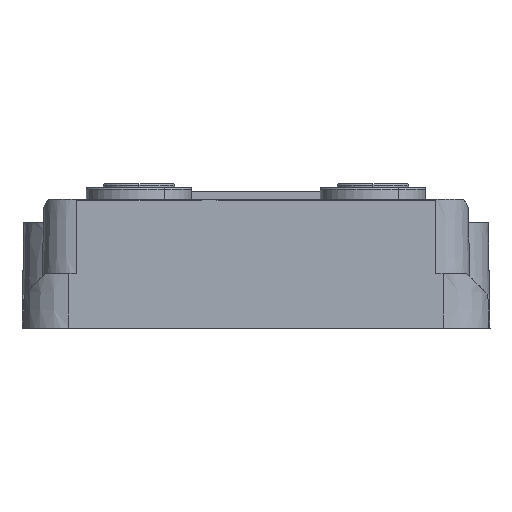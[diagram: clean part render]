
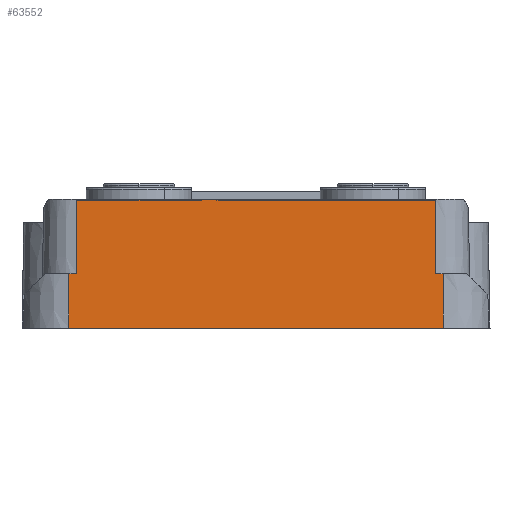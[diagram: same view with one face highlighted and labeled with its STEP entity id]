
A CAD part, front view. The second image highlights one B-rep face of the part: STEP entity #63552.
In plain terms, the highlighted planar face has unit normal (0, -1, 0.018).
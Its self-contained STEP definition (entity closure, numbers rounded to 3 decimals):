
#63500=AXIS2_PLACEMENT_3D('Plane Axis2P3D',#63497,#63498,#63499) ;
#62695=CARTESIAN_POINT('Vertex',(7.,0.288,16.5)) ;
#62698=CARTESIAN_POINT('Line Origine',(30.,0.288,16.5)) ;
#62702=CARTESIAN_POINT('Vertex',(53.,0.288,16.5)) ;
#63359=CARTESIAN_POINT('Vertex',(54.,0.,0.)) ;
#63362=CARTESIAN_POINT('Line Origine',(53.5,0.,0.)) ;
#63366=CARTESIAN_POINT('Vertex',(53.,0.,0.)) ;
#63369=CARTESIAN_POINT('Line Origine',(30.,0.,0.)) ;
#63373=CARTESIAN_POINT('Vertex',(7.,0.,0.)) ;
#63376=CARTESIAN_POINT('Line Origine',(6.5,0.,0.)) ;
#63380=CARTESIAN_POINT('Vertex',(6.,0.,0.)) ;
#63497=CARTESIAN_POINT('Axis2P3D Location',(60.,0.,0.)) ;
#63502=CARTESIAN_POINT('Line Origine',(54.,0.061,3.5)) ;
#63506=CARTESIAN_POINT('Vertex',(54.,0.122,7.)) ;
#63509=CARTESIAN_POINT('Line Origine',(30.,0.122,7.)) ;
#63513=CARTESIAN_POINT('Vertex',(53.,0.122,7.)) ;
#63516=CARTESIAN_POINT('Line Origine',(53.,0.061,3.5)) ;
#63521=CARTESIAN_POINT('Line Origine',(7.,0.061,3.5)) ;
#63525=CARTESIAN_POINT('Vertex',(7.,0.122,7.)) ;
#63528=CARTESIAN_POINT('Line Origine',(30.,0.122,7.)) ;
#63532=CARTESIAN_POINT('Vertex',(6.,0.122,7.)) ;
#63535=CARTESIAN_POINT('Line Origine',(6.,0.061,3.5)) ;
#62699=DIRECTION('Vector Direction',(-1.,0.,0.)) ;
#63363=DIRECTION('Vector Direction',(-1.,0.,0.)) ;
#63370=DIRECTION('Vector Direction',(-1.,0.,0.)) ;
#63377=DIRECTION('Vector Direction',(-1.,0.,0.)) ;
#63498=DIRECTION('Axis2P3D Direction',(0.,-1.,0.017)) ;
#63499=DIRECTION('Axis2P3D XDirection',(-1.,0.,0.)) ;
#63503=DIRECTION('Vector Direction',(0.,-0.017,-1.)) ;
#63510=DIRECTION('Vector Direction',(-1.,0.,0.)) ;
#63517=DIRECTION('Vector Direction',(0.,-0.017,-1.)) ;
#63522=DIRECTION('Vector Direction',(0.,-0.017,-1.)) ;
#63529=DIRECTION('Vector Direction',(-1.,0.,0.)) ;
#63536=DIRECTION('Vector Direction',(0.,-0.017,-1.)) ;
#62700=VECTOR('Line Direction',#62699,1.) ;
#63364=VECTOR('Line Direction',#63363,1.) ;
#63371=VECTOR('Line Direction',#63370,1.) ;
#63378=VECTOR('Line Direction',#63377,1.) ;
#63504=VECTOR('Line Direction',#63503,1.) ;
#63511=VECTOR('Line Direction',#63510,1.) ;
#63518=VECTOR('Line Direction',#63517,1.) ;
#63523=VECTOR('Line Direction',#63522,1.) ;
#63530=VECTOR('Line Direction',#63529,1.) ;
#63537=VECTOR('Line Direction',#63536,1.) ;
#63541=ORIENTED_EDGE('',*,*,#63368,.F.) ;
#63542=ORIENTED_EDGE('',*,*,#63508,.T.) ;
#63543=ORIENTED_EDGE('',*,*,#63515,.F.) ;
#63544=ORIENTED_EDGE('',*,*,#63520,.T.) ;
#63545=ORIENTED_EDGE('',*,*,#62704,.F.) ;
#63546=ORIENTED_EDGE('',*,*,#63527,.F.) ;
#63547=ORIENTED_EDGE('',*,*,#63534,.F.) ;
#63548=ORIENTED_EDGE('',*,*,#63539,.F.) ;
#63549=ORIENTED_EDGE('',*,*,#63382,.F.) ;
#63550=ORIENTED_EDGE('',*,*,#63375,.F.) ;
#63552=ADVANCED_FACE('333093.1\\Gehaeuse\\Gehaeuse',(#63551),#63501,.T.) ;
#62704=EDGE_CURVE('',#62696,#62703,#62701,.F.) ;
#63368=EDGE_CURVE('',#63360,#63367,#63365,.T.) ;
#63375=EDGE_CURVE('',#63367,#63374,#63372,.T.) ;
#63382=EDGE_CURVE('',#63374,#63381,#63379,.T.) ;
#63508=EDGE_CURVE('',#63360,#63507,#63505,.F.) ;
#63515=EDGE_CURVE('',#63514,#63507,#63512,.F.) ;
#63520=EDGE_CURVE('',#63514,#62703,#63519,.F.) ;
#63527=EDGE_CURVE('',#63526,#62696,#63524,.F.) ;
#63534=EDGE_CURVE('',#63533,#63526,#63531,.F.) ;
#63539=EDGE_CURVE('',#63381,#63533,#63538,.F.) ;
#63540=EDGE_LOOP('',(#63541,#63542,#63543,#63544,#63545,#63546,#63547,#63548,#63549,#63550)) ;
#63551=FACE_OUTER_BOUND('',#63540,.T.) ;
#62701=LINE('Line',#62698,#62700) ;
#63365=LINE('Line',#63362,#63364) ;
#63372=LINE('Line',#63369,#63371) ;
#63379=LINE('Line',#63376,#63378) ;
#63505=LINE('Line',#63502,#63504) ;
#63512=LINE('Line',#63509,#63511) ;
#63519=LINE('Line',#63516,#63518) ;
#63524=LINE('Line',#63521,#63523) ;
#63531=LINE('Line',#63528,#63530) ;
#63538=LINE('Line',#63535,#63537) ;
#63501=PLANE('',#63500) ;
#62696=VERTEX_POINT('',#62695) ;
#62703=VERTEX_POINT('',#62702) ;
#63360=VERTEX_POINT('',#63359) ;
#63367=VERTEX_POINT('',#63366) ;
#63374=VERTEX_POINT('',#63373) ;
#63381=VERTEX_POINT('',#63380) ;
#63507=VERTEX_POINT('',#63506) ;
#63514=VERTEX_POINT('',#63513) ;
#63526=VERTEX_POINT('',#63525) ;
#63533=VERTEX_POINT('',#63532) ;
